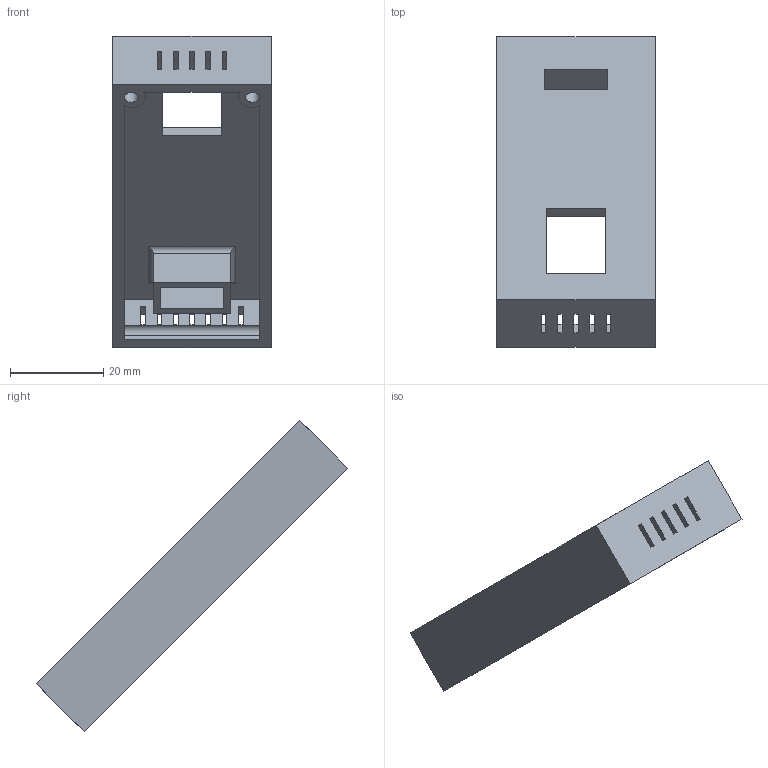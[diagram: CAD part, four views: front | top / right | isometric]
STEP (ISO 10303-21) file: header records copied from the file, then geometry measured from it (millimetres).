
FILE_DESCRIPTION(/* description */ (''),/* implementation_level */ '2;1');
FILE_NAME(/* name */ 'usb1_faceDetachv1.step',/* time_stamp */ '2022-02-09T19:52:17+01:00',/* author */ (''),/* organization */ (''),/* preprocessor_version */ 'ST-DEVELOPER v18.1',/* originating_system */ 'Autodesk Translation Framework v10.13.0.1454',/* authorisation */ '');
FILE_SCHEMA (('AUTOMOTIVE_DESIGN { 1 0 10303 214 3 1 1 }'));
Length unit declared in the file: millimetre
Products named in the file (2): usb1; USB PSU
Assembly tree (1 placements, depth 2):
  usb1
    USB PSU
Bounding box: 34 x 66.82 x 66.82 mm (x, y, z)
Volume: 13195 mm3; surface area: 12252.3 mm2
Topology: 1 solids, 1 shells, 84 faces, 230 edges, 152 vertices
Faces by surface type: plane 75, cylinder 9
Full cylindrical faces by diameter (mm): 3 x2
Entity records: 2721 total; most frequent: CARTESIAN_POINT 469, ORIENTED_EDGE 460, DIRECTION 418, EDGE_CURVE 230, LINE 216, VECTOR 216, VERTEX_POINT 152, EDGE_LOOP 116
